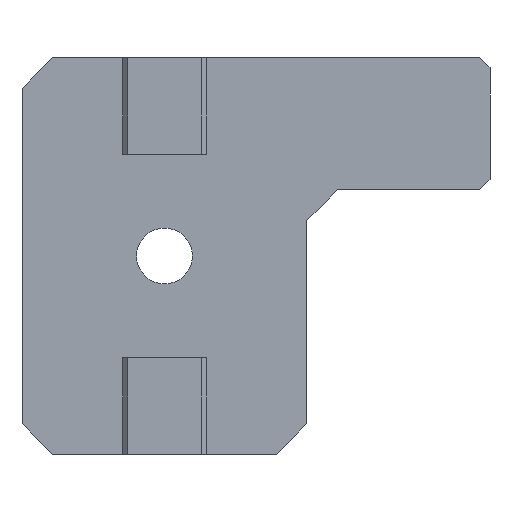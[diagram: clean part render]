
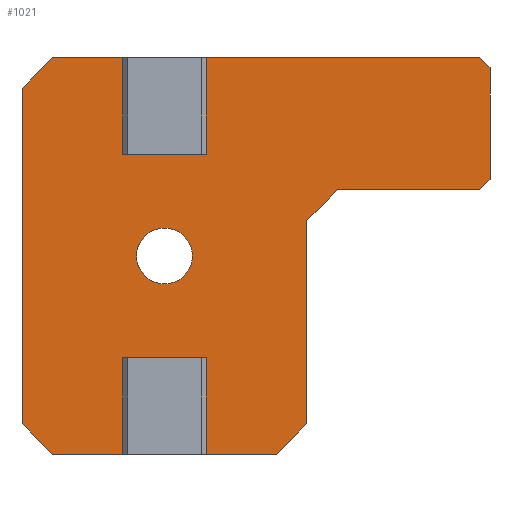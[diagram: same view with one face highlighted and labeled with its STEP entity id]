
A CAD part, left-side view. The second image highlights one B-rep face of the part: STEP entity #1021.
In plain terms, the highlighted planar face has unit normal (-1, 0, 0).
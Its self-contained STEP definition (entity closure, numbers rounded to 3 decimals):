
#29=FACE_BOUND('',#178,.T.);
#58=PLANE('',#1101);
#114=FACE_OUTER_BOUND('',#177,.T.);
#177=EDGE_LOOP('',(#828,#829,#830,#831,#832,#833,#834,#835,#836,#837,#838,
#839,#840,#841,#842,#843,#844,#845,#846,#847));
#178=EDGE_LOOP('',(#848));
#264=LINE('',#1535,#379);
#267=LINE('',#1540,#382);
#269=LINE('',#1544,#384);
#271=LINE('',#1549,#386);
#277=LINE('',#1560,#392);
#279=LINE('',#1564,#394);
#281=LINE('',#1568,#396);
#283=LINE('',#1573,#398);
#285=LINE('',#1577,#400);
#287=LINE('',#1583,#402);
#288=LINE('',#1585,#403);
#289=LINE('',#1587,#404);
#290=LINE('',#1589,#405);
#291=LINE('',#1590,#406);
#292=LINE('',#1592,#407);
#293=LINE('',#1594,#408);
#294=LINE('',#1595,#409);
#295=LINE('',#1597,#410);
#296=LINE('',#1599,#411);
#297=LINE('',#1600,#412);
#379=VECTOR('',#1246,10.);
#382=VECTOR('',#1251,10.);
#384=VECTOR('',#1255,10.);
#386=VECTOR('',#1259,10.);
#392=VECTOR('',#1265,10.);
#394=VECTOR('',#1269,10.);
#396=VECTOR('',#1273,10.);
#398=VECTOR('',#1277,10.);
#400=VECTOR('',#1281,10.);
#402=VECTOR('',#1287,10.);
#403=VECTOR('',#1288,10.);
#404=VECTOR('',#1289,10.);
#405=VECTOR('',#1290,10.);
#406=VECTOR('',#1291,10.);
#407=VECTOR('',#1292,10.);
#408=VECTOR('',#1293,10.);
#409=VECTOR('',#1294,10.);
#410=VECTOR('',#1295,10.);
#411=VECTOR('',#1296,10.);
#412=VECTOR('',#1297,10.);
#455=CIRCLE('',#1102,2.75);
#506=VERTEX_POINT('',#1532);
#507=VERTEX_POINT('',#1534);
#508=VERTEX_POINT('',#1538);
#509=VERTEX_POINT('',#1542);
#510=VERTEX_POINT('',#1546);
#511=VERTEX_POINT('',#1548);
#516=VERTEX_POINT('',#1558);
#517=VERTEX_POINT('',#1562);
#518=VERTEX_POINT('',#1566);
#519=VERTEX_POINT('',#1570);
#520=VERTEX_POINT('',#1572);
#521=VERTEX_POINT('',#1576);
#523=VERTEX_POINT('',#1582);
#524=VERTEX_POINT('',#1584);
#525=VERTEX_POINT('',#1586);
#526=VERTEX_POINT('',#1588);
#527=VERTEX_POINT('',#1591);
#528=VERTEX_POINT('',#1593);
#529=VERTEX_POINT('',#1596);
#530=VERTEX_POINT('',#1598);
#531=VERTEX_POINT('',#1601);
#614=EDGE_CURVE('',#506,#507,#264,.T.);
#617=EDGE_CURVE('',#506,#508,#267,.T.);
#619=EDGE_CURVE('',#509,#508,#269,.T.);
#621=EDGE_CURVE('',#511,#510,#271,.T.);
#627=EDGE_CURVE('',#509,#516,#277,.T.);
#629=EDGE_CURVE('',#517,#510,#279,.T.);
#631=EDGE_CURVE('',#517,#518,#281,.T.);
#633=EDGE_CURVE('',#519,#520,#283,.T.);
#635=EDGE_CURVE('',#521,#520,#285,.T.);
#638=EDGE_CURVE('',#519,#523,#287,.T.);
#639=EDGE_CURVE('',#523,#524,#288,.T.);
#640=EDGE_CURVE('',#524,#525,#289,.T.);
#641=EDGE_CURVE('',#525,#526,#290,.T.);
#642=EDGE_CURVE('',#526,#507,#291,.T.);
#643=EDGE_CURVE('',#516,#527,#292,.T.);
#644=EDGE_CURVE('',#527,#528,#293,.T.);
#645=EDGE_CURVE('',#528,#511,#294,.T.);
#646=EDGE_CURVE('',#529,#518,#295,.T.);
#647=EDGE_CURVE('',#529,#530,#296,.T.);
#648=EDGE_CURVE('',#521,#530,#297,.T.);
#649=EDGE_CURVE('',#531,#531,#455,.T.);
#828=ORIENTED_EDGE('',*,*,#633,.F.);
#829=ORIENTED_EDGE('',*,*,#638,.T.);
#830=ORIENTED_EDGE('',*,*,#639,.T.);
#831=ORIENTED_EDGE('',*,*,#640,.T.);
#832=ORIENTED_EDGE('',*,*,#641,.T.);
#833=ORIENTED_EDGE('',*,*,#642,.T.);
#834=ORIENTED_EDGE('',*,*,#614,.F.);
#835=ORIENTED_EDGE('',*,*,#617,.T.);
#836=ORIENTED_EDGE('',*,*,#619,.F.);
#837=ORIENTED_EDGE('',*,*,#627,.T.);
#838=ORIENTED_EDGE('',*,*,#643,.T.);
#839=ORIENTED_EDGE('',*,*,#644,.T.);
#840=ORIENTED_EDGE('',*,*,#645,.T.);
#841=ORIENTED_EDGE('',*,*,#621,.T.);
#842=ORIENTED_EDGE('',*,*,#629,.F.);
#843=ORIENTED_EDGE('',*,*,#631,.T.);
#844=ORIENTED_EDGE('',*,*,#646,.F.);
#845=ORIENTED_EDGE('',*,*,#647,.T.);
#846=ORIENTED_EDGE('',*,*,#648,.F.);
#847=ORIENTED_EDGE('',*,*,#635,.T.);
#848=ORIENTED_EDGE('',*,*,#649,.F.);
#1021=ADVANCED_FACE('',(#114,#29),#58,.F.);
#1101=AXIS2_PLACEMENT_3D('',#1581,#1285,#1286);
#1102=AXIS2_PLACEMENT_3D('',#1602,#1298,#1299);
#1246=DIRECTION('',(0.,-0.707,0.707));
#1251=DIRECTION('',(0.,0.,-1.));
#1255=DIRECTION('',(0.,0.707,0.707));
#1259=DIRECTION('',(0.,-1.,0.));
#1265=DIRECTION('',(0.,-1.,0.));
#1269=DIRECTION('',(0.,0.707,-0.707));
#1273=DIRECTION('',(0.,0.,1.));
#1277=DIRECTION('',(0.,-0.707,-0.707));
#1281=DIRECTION('',(0.,0.,1.));
#1285=DIRECTION('center_axis',(1.,0.,0.));
#1286=DIRECTION('ref_axis',(0.,1.,0.));
#1287=DIRECTION('',(0.,1.,0.));
#1288=DIRECTION('',(0.,0.,-1.));
#1289=DIRECTION('',(0.,1.,0.));
#1290=DIRECTION('',(0.,0.,1.));
#1291=DIRECTION('',(0.,1.,0.));
#1292=DIRECTION('',(0.,0.,1.));
#1293=DIRECTION('',(0.,-1.,0.));
#1294=DIRECTION('',(0.,0.,-1.));
#1295=DIRECTION('',(0.,0.707,-0.707));
#1296=DIRECTION('',(0.,-1.,0.));
#1297=DIRECTION('',(0.,0.707,-0.707));
#1298=DIRECTION('center_axis',(-1.,0.,0.));
#1299=DIRECTION('ref_axis',(0.,1.,0.));
#1532=CARTESIAN_POINT('',(0.,14.,36.));
#1534=CARTESIAN_POINT('',(0.,11.,39.));
#1535=CARTESIAN_POINT('',(0.,11.625,38.375));
#1538=CARTESIAN_POINT('',(0.,14.,3.));
#1540=CARTESIAN_POINT('',(0.,14.,39.));
#1542=CARTESIAN_POINT('',(0.,11.,0.));
#1544=CARTESIAN_POINT('',(0.,11.625,0.625));
#1546=CARTESIAN_POINT('',(0.,-11.,0.));
#1548=CARTESIAN_POINT('',(0.,-4.1,0.));
#1549=CARTESIAN_POINT('',(0.,14.,0.));
#1558=CARTESIAN_POINT('',(0.,4.1,0.));
#1560=CARTESIAN_POINT('',(0.,14.,0.));
#1562=CARTESIAN_POINT('',(0.,-14.,3.));
#1564=CARTESIAN_POINT('',(0.,-16.125,5.125));
#1566=CARTESIAN_POINT('',(0.,-14.,23.));
#1568=CARTESIAN_POINT('',(0.,-14.,0.));
#1570=CARTESIAN_POINT('',(0.,-31.,39.));
#1572=CARTESIAN_POINT('',(0.,-32.,38.));
#1573=CARTESIAN_POINT('',(0.,-30.625,39.375));
#1576=CARTESIAN_POINT('',(0.,-32.,27.));
#1577=CARTESIAN_POINT('',(0.,-32.,21.));
#1581=CARTESIAN_POINT('Origin',(0.,-9.,19.5));
#1582=CARTESIAN_POINT('',(0.,-4.1,39.));
#1583=CARTESIAN_POINT('',(0.,-14.,39.));
#1584=CARTESIAN_POINT('',(0.,-4.1,29.5));
#1585=CARTESIAN_POINT('',(0.,-4.1,24.5));
#1586=CARTESIAN_POINT('',(0.,4.1,29.5));
#1587=CARTESIAN_POINT('',(0.,-2.45,29.5));
#1588=CARTESIAN_POINT('',(0.,4.1,39.));
#1589=CARTESIAN_POINT('',(0.,4.1,29.25));
#1590=CARTESIAN_POINT('',(0.,-14.,39.));
#1591=CARTESIAN_POINT('',(0.,4.1,9.5));
#1592=CARTESIAN_POINT('',(0.,4.1,14.5));
#1593=CARTESIAN_POINT('',(0.,-4.1,9.5));
#1594=CARTESIAN_POINT('',(0.,-6.55,9.5));
#1595=CARTESIAN_POINT('',(0.,-4.1,9.75));
#1596=CARTESIAN_POINT('',(0.,-17.,26.));
#1597=CARTESIAN_POINT('',(0.,-12.625,21.625));
#1598=CARTESIAN_POINT('',(0.,-31.,26.));
#1599=CARTESIAN_POINT('',(0.,-20.5,26.));
#1600=CARTESIAN_POINT('',(0.,-24.125,19.125));
#1601=CARTESIAN_POINT('',(0.,-2.75,19.5));
#1602=CARTESIAN_POINT('Origin',(0.,0.,19.5));
